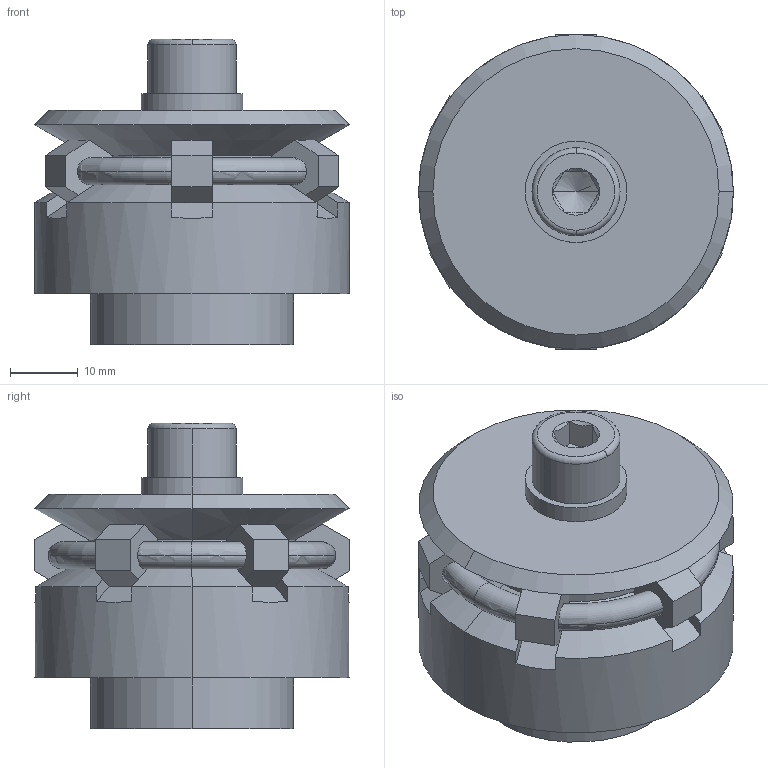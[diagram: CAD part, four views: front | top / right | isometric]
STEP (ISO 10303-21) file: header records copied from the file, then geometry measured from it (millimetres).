
FILE_DESCRIPTION(('STEP AP214'),'1');
FILE_NAME(' ',' ',('TraceParts'),('TraceParts S.A.'),'XStep 1.0',' ',' ');
FILE_SCHEMA(('automotive_design'));
Length unit declared in the file: millimetre
Products named in the file (1): 1
Bounding box: 46.5 x 46.5 x 45.1 mm (x, y, z)
Volume: 46989.1 mm3; surface area: 12142.1 mm2
Topology: 1 solids, 1 shells, 213 faces, 553 edges, 328 vertices
Faces by surface type: plane 109, cylinder 46, cone 32, torus 26
Entity records: 12997 total; most frequent: CARTESIAN_POINT 1957, ORIENTED_EDGE 1150, STYLED_ITEM 1088, PRESENTATION_STYLE_ASSIGNMENT 1088, COLOUR_RGB 1088, DIRECTION 974, EDGE_CURVE 549, CURVE_STYLE 549
